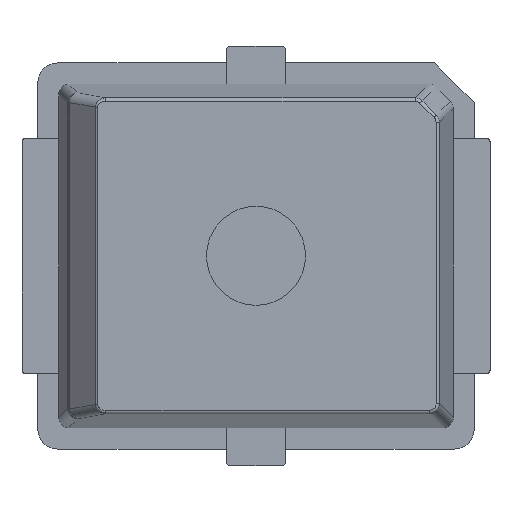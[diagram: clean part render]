
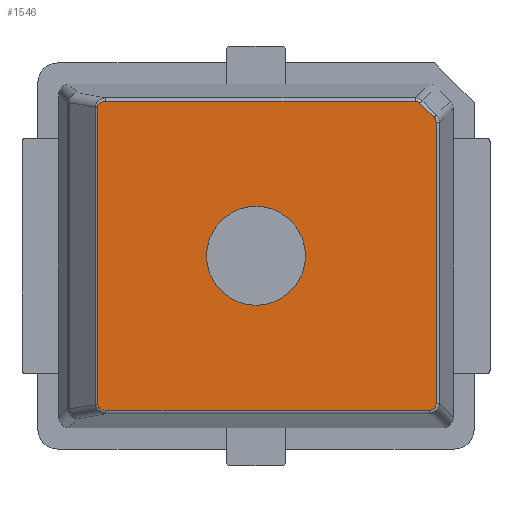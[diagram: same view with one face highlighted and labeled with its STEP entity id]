
A CAD part, top view. The second image highlights one B-rep face of the part: STEP entity #1546.
In plain terms, the highlighted planar face has unit normal (0, 0, 1).
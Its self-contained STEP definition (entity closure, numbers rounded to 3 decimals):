
#14=FACE_BOUND('',#212,.T.);
#15=ELLIPSE('',#1646,0.143,0.1);
#18=ELLIPSE('',#1653,0.143,0.1);
#20=ELLIPSE('',#1658,0.103,0.1);
#22=ELLIPSE('',#1663,0.103,0.1);
#24=ELLIPSE('',#1668,0.103,0.1);
#56=PLANE('',#1678);
#127=FACE_OUTER_BOUND('',#211,.T.);
#211=EDGE_LOOP('',(#1154,#1155,#1156,#1157,#1158,#1159,#1160,#1161,#1162,
#1163));
#212=EDGE_LOOP('',(#1164));
#307=LINE('',#2344,#473);
#309=LINE('',#2380,#475);
#311=LINE('',#2411,#477);
#313=LINE('',#2442,#479);
#315=LINE('',#2475,#481);
#473=VECTOR('',#1867,10.);
#475=VECTOR('',#1879,10.);
#477=VECTOR('',#1891,10.);
#479=VECTOR('',#1903,10.);
#481=VECTOR('',#1913,10.);
#624=CIRCLE('',#1679,0.75);
#681=VERTEX_POINT('',#2332);
#682=VERTEX_POINT('',#2334);
#684=VERTEX_POINT('',#2340);
#686=VERTEX_POINT('',#2370);
#688=VERTEX_POINT('',#2376);
#690=VERTEX_POINT('',#2401);
#692=VERTEX_POINT('',#2407);
#694=VERTEX_POINT('',#2432);
#696=VERTEX_POINT('',#2438);
#698=VERTEX_POINT('',#2468);
#713=VERTEX_POINT('',#2514);
#839=EDGE_CURVE('',#681,#682,#15,.T.);
#844=EDGE_CURVE('',#682,#684,#307,.T.);
#847=EDGE_CURVE('',#684,#686,#18,.T.);
#850=EDGE_CURVE('',#686,#688,#309,.T.);
#853=EDGE_CURVE('',#688,#690,#20,.T.);
#856=EDGE_CURVE('',#690,#692,#311,.T.);
#859=EDGE_CURVE('',#692,#694,#22,.T.);
#862=EDGE_CURVE('',#694,#696,#313,.T.);
#865=EDGE_CURVE('',#696,#698,#24,.T.);
#867=EDGE_CURVE('',#698,#681,#315,.T.);
#887=EDGE_CURVE('',#713,#713,#624,.T.);
#1154=ORIENTED_EDGE('',*,*,#839,.F.);
#1155=ORIENTED_EDGE('',*,*,#867,.F.);
#1156=ORIENTED_EDGE('',*,*,#865,.F.);
#1157=ORIENTED_EDGE('',*,*,#862,.F.);
#1158=ORIENTED_EDGE('',*,*,#859,.F.);
#1159=ORIENTED_EDGE('',*,*,#856,.F.);
#1160=ORIENTED_EDGE('',*,*,#853,.F.);
#1161=ORIENTED_EDGE('',*,*,#850,.F.);
#1162=ORIENTED_EDGE('',*,*,#847,.F.);
#1163=ORIENTED_EDGE('',*,*,#844,.F.);
#1164=ORIENTED_EDGE('',*,*,#887,.T.);
#1546=ADVANCED_FACE('',(#127,#14),#56,.T.);
#1646=AXIS2_PLACEMENT_3D('',#2335,#1856,#1857);
#1653=AXIS2_PLACEMENT_3D('',#2374,#1872,#1873);
#1658=AXIS2_PLACEMENT_3D('',#2405,#1884,#1885);
#1663=AXIS2_PLACEMENT_3D('',#2436,#1896,#1897);
#1668=AXIS2_PLACEMENT_3D('',#2472,#1908,#1909);
#1678=AXIS2_PLACEMENT_3D('',#2513,#1946,#1947);
#1679=AXIS2_PLACEMENT_3D('',#2515,#1948,#1949);
#1856=DIRECTION('center_axis',(0.,0.,-1.));
#1857=DIRECTION('ref_axis',(-0.985,-0.174,0.));
#1867=DIRECTION('',(0.,1.,0.));
#1872=DIRECTION('center_axis',(0.,0.,-1.));
#1873=DIRECTION('ref_axis',(-0.985,0.174,0.));
#1879=DIRECTION('',(1.,0.,0.));
#1884=DIRECTION('center_axis',(0.,0.,-1.));
#1885=DIRECTION('ref_axis',(0.707,0.707,0.));
#1891=DIRECTION('',(0.707,-0.707,0.));
#1896=DIRECTION('center_axis',(0.,0.,-1.));
#1897=DIRECTION('ref_axis',(0.707,0.707,0.));
#1903=DIRECTION('',(0.,-1.,0.));
#1908=DIRECTION('center_axis',(0.,0.,-1.));
#1909=DIRECTION('ref_axis',(0.707,-0.707,0.));
#1913=DIRECTION('',(-1.,0.,0.));
#1946=DIRECTION('center_axis',(0.,0.,1.));
#1947=DIRECTION('ref_axis',(-1.,0.,0.));
#1948=DIRECTION('center_axis',(0.,0.,-1.));
#1949=DIRECTION('ref_axis',(-1.,0.,0.));
#2332=CARTESIAN_POINT('',(-2.272,-2.34,1.83));
#2334=CARTESIAN_POINT('',(-2.397,-2.251,1.83));
#2335=CARTESIAN_POINT('Origin',(-2.255,-2.239,1.83));
#2340=CARTESIAN_POINT('',(-2.397,2.251,1.83));
#2344=CARTESIAN_POINT('',(-2.397,-1.461,1.83));
#2370=CARTESIAN_POINT('',(-2.272,2.34,1.83));
#2374=CARTESIAN_POINT('Origin',(-2.255,2.239,1.83));
#2376=CARTESIAN_POINT('',(2.408,2.34,1.83));
#2380=CARTESIAN_POINT('',(-1.493,2.34,1.83));
#2401=CARTESIAN_POINT('',(2.478,2.312,1.83));
#2405=CARTESIAN_POINT('Origin',(2.405,2.239,1.83));
#2407=CARTESIAN_POINT('',(2.697,2.093,1.83));
#2411=CARTESIAN_POINT('',(2.491,2.299,1.83));
#2432=CARTESIAN_POINT('',(2.725,2.023,1.83));
#2436=CARTESIAN_POINT('Origin',(2.624,2.02,1.83));
#2438=CARTESIAN_POINT('',(2.725,-2.242,1.83));
#2442=CARTESIAN_POINT('',(2.725,1.3,1.83));
#2468=CARTESIAN_POINT('',(2.627,-2.34,1.83));
#2472=CARTESIAN_POINT('Origin',(2.624,-2.239,1.83));
#2475=CARTESIAN_POINT('',(1.493,-2.34,1.83));
#2513=CARTESIAN_POINT('Origin',(0.,0.,
1.83));
#2514=CARTESIAN_POINT('',(0.75,0.,1.83));
#2515=CARTESIAN_POINT('Origin',(0.,0.,1.83));
